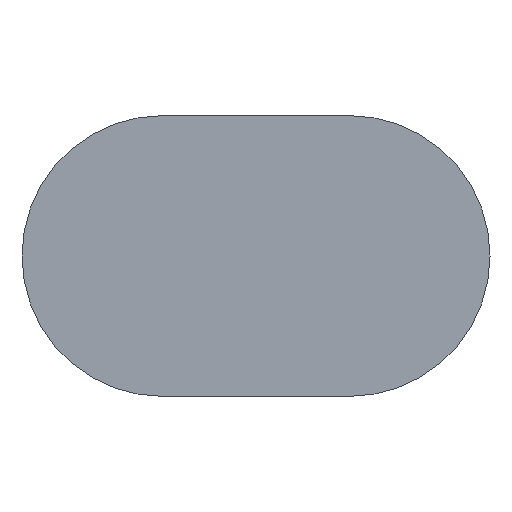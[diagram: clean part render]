
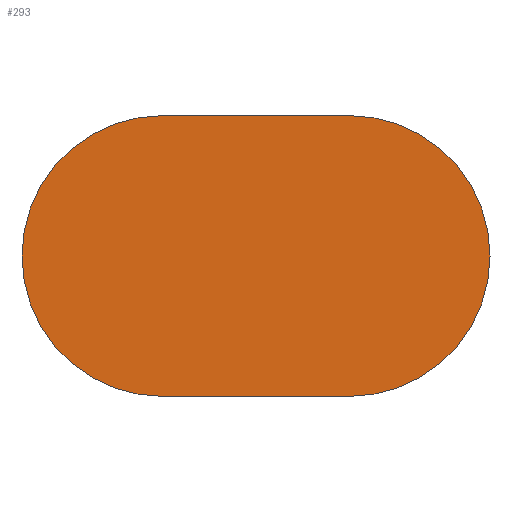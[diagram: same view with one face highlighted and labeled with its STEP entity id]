
A CAD part, front view. The second image highlights one B-rep face of the part: STEP entity #293.
In plain terms, the highlighted planar face has unit normal (0, -1, 0).
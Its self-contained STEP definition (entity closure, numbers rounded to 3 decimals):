
#14 = VECTOR ( 'NONE', #112, 1000. ) ;
#16 = CARTESIAN_POINT ( 'NONE',  ( 1., -2.5, 0. ) ) ;
#23 = DIRECTION ( 'NONE',  ( -1., 0., 0. ) ) ;
#27 = CARTESIAN_POINT ( 'NONE',  ( 1., -2.5, -1.5 ) ) ;
#32 = ORIENTED_EDGE ( 'NONE', *, *, #126, .T. ) ;
#37 = EDGE_CURVE ( 'NONE', #162, #231, #135, .T. ) ;
#56 = CARTESIAN_POINT ( 'NONE',  ( -1., -2.5, 1.5 ) ) ;
#60 = CARTESIAN_POINT ( 'NONE',  ( -2.5, -2.5, 1.5 ) ) ;
#71 = DIRECTION ( 'NONE',  ( 1., 0., 0. ) ) ;
#78 = ORIENTED_EDGE ( 'NONE', *, *, #37, .T. ) ;
#84 = PLANE ( 'NONE',  #145 ) ;
#93 = EDGE_CURVE ( 'NONE', #170, #318, #319, .T. ) ;
#103 = DIRECTION ( 'NONE',  ( -1., 0., 0. ) ) ;
#107 = CARTESIAN_POINT ( 'NONE',  ( 2.5, -2.5, 0. ) ) ;
#112 = DIRECTION ( 'NONE',  ( 1., 0., 0. ) ) ;
#120 = CIRCLE ( 'NONE', #171, 1.5 ) ;
#126 = EDGE_CURVE ( 'NONE', #335, #170, #182, .T. ) ;
#131 = EDGE_CURVE ( 'NONE', #318, #162, #120, .T. ) ;
#135 = CIRCLE ( 'NONE', #209, 1.5 ) ;
#145 = AXIS2_PLACEMENT_3D ( 'NONE', #316, #296, #342 ) ;
#159 = ORIENTED_EDGE ( 'NONE', *, *, #343, .F. ) ;
#162 = VERTEX_POINT ( 'NONE', #107 ) ;
#164 = EDGE_LOOP ( 'NONE', ( #304, #32, #329, #282, #78, #159 ) ) ;
#170 = VERTEX_POINT ( 'NONE', #337 ) ;
#171 = AXIS2_PLACEMENT_3D ( 'NONE', #16, #285, #103 ) ;
#173 = CARTESIAN_POINT ( 'NONE',  ( -2.5, -2.5, -1.5 ) ) ;
#182 = CIRCLE ( 'NONE', #348, 1.5 ) ;
#201 = CARTESIAN_POINT ( 'NONE',  ( -1., -2.5, 0. ) ) ;
#209 = AXIS2_PLACEMENT_3D ( 'NONE', #224, #223, #330 ) ;
#212 = CARTESIAN_POINT ( 'NONE',  ( -1., -2.5, 0. ) ) ;
#214 = VECTOR ( 'NONE', #71, 1000. ) ;
#223 = DIRECTION ( 'NONE',  ( 0., -1., 0. ) ) ;
#224 = CARTESIAN_POINT ( 'NONE',  ( 1., -2.5, 0. ) ) ;
#231 = VERTEX_POINT ( 'NONE', #340 ) ;
#237 = EDGE_CURVE ( 'NONE', #242, #335, #244, .T. ) ;
#238 = DIRECTION ( 'NONE',  ( 0., -1., 0. ) ) ;
#242 = VERTEX_POINT ( 'NONE', #56 ) ;
#244 = CIRCLE ( 'NONE', #323, 1.5 ) ;
#280 = LINE ( 'NONE', #60, #14 ) ;
#282 = ORIENTED_EDGE ( 'NONE', *, *, #131, .T. ) ;
#285 = DIRECTION ( 'NONE',  ( 0., -1., 0. ) ) ;
#293 = ADVANCED_FACE ( 'NONE', ( #311 ), #84, .F. ) ;
#296 = DIRECTION ( 'NONE',  ( 0., 1., 0. ) ) ;
#304 = ORIENTED_EDGE ( 'NONE', *, *, #237, .T. ) ;
#311 = FACE_OUTER_BOUND ( 'NONE', #164, .T. ) ;
#316 = CARTESIAN_POINT ( 'NONE',  ( -2.5, -2.5, 1.5 ) ) ;
#318 = VERTEX_POINT ( 'NONE', #27 ) ;
#319 = LINE ( 'NONE', #173, #214 ) ;
#323 = AXIS2_PLACEMENT_3D ( 'NONE', #212, #238, #371 ) ;
#329 = ORIENTED_EDGE ( 'NONE', *, *, #93, .T. ) ;
#330 = DIRECTION ( 'NONE',  ( -1., 0., 0. ) ) ;
#335 = VERTEX_POINT ( 'NONE', #373 ) ;
#337 = CARTESIAN_POINT ( 'NONE',  ( -1., -2.5, -1.5 ) ) ;
#340 = CARTESIAN_POINT ( 'NONE',  ( 1., -2.5, 1.5 ) ) ;
#342 = DIRECTION ( 'NONE',  ( -1., 0., 0. ) ) ;
#343 = EDGE_CURVE ( 'NONE', #242, #231, #280, .T. ) ;
#348 = AXIS2_PLACEMENT_3D ( 'NONE', #201, #362, #23 ) ;
#362 = DIRECTION ( 'NONE',  ( 0., -1., 0. ) ) ;
#371 = DIRECTION ( 'NONE',  ( -1., 0., 0. ) ) ;
#373 = CARTESIAN_POINT ( 'NONE',  ( -2.5, -2.5, 0. ) ) ;
